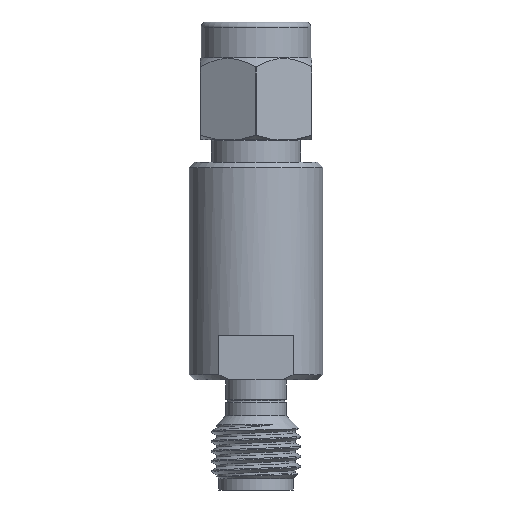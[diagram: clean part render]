
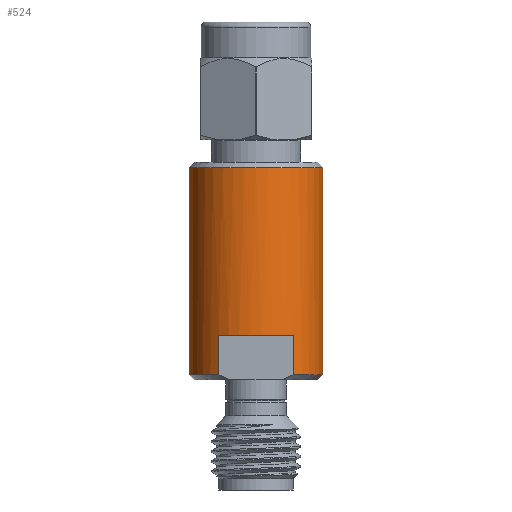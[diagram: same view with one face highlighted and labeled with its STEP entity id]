
A CAD part, front view. The second image highlights one B-rep face of the part: STEP entity #524.
In plain terms, the highlighted cylindrical face has radius 4.763 mm (diameter 9.525 mm), a partial arc.
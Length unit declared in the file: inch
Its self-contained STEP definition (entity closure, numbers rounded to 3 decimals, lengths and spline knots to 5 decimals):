
#47 = ORIENTED_EDGE ( 'NONE', *, *, #1473, .F. ) ;
#197 = VERTEX_POINT ( 'NONE', #6076 ) ;
#501 = EDGE_CURVE ( 'NONE', #7963, #19830, #13930, .T. ) ;
#524 = ADVANCED_FACE ( 'NONE', ( #2450 ), #3992, .T. ) ;
#901 = CARTESIAN_POINT ( 'NONE',  ( 0., 0., 0. ) ) ;
#912 = DIRECTION ( 'NONE',  ( 0., 0., -1. ) ) ;
#1187 = DIRECTION ( 'NONE',  ( 0., 0., -1. ) ) ;
#1473 = EDGE_CURVE ( 'NONE', #7963, #197, #2834, .T. ) ;
#1492 = CARTESIAN_POINT ( 'NONE',  ( 0., 0., 0.1875 ) ) ;
#2005 = EDGE_CURVE ( 'NONE', #7268, #6889, #10003, .T. ) ;
#2450 = FACE_OUTER_BOUND ( 'NONE', #2851, .T. ) ;
#2604 = CIRCLE ( 'NONE', #7217, 0.1875 ) ;
#2794 = DIRECTION ( 'NONE',  ( -1., 0., 0. ) ) ;
#2834 = LINE ( 'NONE', #1492, #9676 ) ;
#2851 = EDGE_LOOP ( 'NONE', ( #47, #7195, #3518, #17128, #6589, #5106, #15568, #11563 ) ) ;
#2992 = LINE ( 'NONE', #15258, #13948 ) ;
#3476 = VERTEX_POINT ( 'NONE', #11194 ) ;
#3518 = ORIENTED_EDGE ( 'NONE', *, *, #18655, .T. ) ;
#3992 = CYLINDRICAL_SURFACE ( 'NONE', #8361, 0.1875 ) ;
#4202 = DIRECTION ( 'NONE',  ( 0., 0., -1. ) ) ;
#4482 = DIRECTION ( 'NONE',  ( 1., 0., 0. ) ) ;
#5106 = ORIENTED_EDGE ( 'NONE', *, *, #8715, .T. ) ;
#5543 = DIRECTION ( 'NONE',  ( 1., 0., 0. ) ) ;
#5552 = AXIS2_PLACEMENT_3D ( 'NONE', #12085, #19977, #15069 ) ;
#5830 = DIRECTION ( 'NONE',  ( 1., 0., 0. ) ) ;
#6076 = CARTESIAN_POINT ( 'NONE',  ( -0.015, 0., 0.1875 ) ) ;
#6589 = ORIENTED_EDGE ( 'NONE', *, *, #19145, .T. ) ;
#6889 = VERTEX_POINT ( 'NONE', #12865 ) ;
#7195 = ORIENTED_EDGE ( 'NONE', *, *, #501, .T. ) ;
#7217 = AXIS2_PLACEMENT_3D ( 'NONE', #14877, #5830, #1187 ) ;
#7268 = VERTEX_POINT ( 'NONE', #19091 ) ;
#7533 = CIRCLE ( 'NONE', #5552, 0.1875 ) ;
#7963 = VERTEX_POINT ( 'NONE', #10917 ) ;
#8361 = AXIS2_PLACEMENT_3D ( 'NONE', #901, #5543, #13453 ) ;
#8715 = EDGE_CURVE ( 'NONE', #3476, #16234, #7533, .T. ) ;
#8740 = CARTESIAN_POINT ( 'NONE',  ( -0.015, 0., 0. ) ) ;
#8840 = DIRECTION ( 'NONE',  ( 1., 0., 0. ) ) ;
#9676 = VECTOR ( 'NONE', #4482, 39.37008 ) ;
#10003 = CIRCLE ( 'NONE', #12634, 0.1875 ) ;
#10156 = CARTESIAN_POINT ( 'NONE',  ( -0.596, 0., 0. ) ) ;
#10917 = CARTESIAN_POINT ( 'NONE',  ( -0.596, 0., 0.1875 ) ) ;
#11194 = CARTESIAN_POINT ( 'NONE',  ( -0.125, -0.156, -0.10402 ) ) ;
#11563 = ORIENTED_EDGE ( 'NONE', *, *, #11653, .F. ) ;
#11623 = CARTESIAN_POINT ( 'NONE',  ( 0., -0.156, 0.10402 ) ) ;
#11653 = EDGE_CURVE ( 'NONE', #197, #17507, #2604, .T. ) ;
#12085 = CARTESIAN_POINT ( 'NONE',  ( -0.125, 0., 0. ) ) ;
#12299 = AXIS2_PLACEMENT_3D ( 'NONE', #10156, #18275, #4202 ) ;
#12634 = AXIS2_PLACEMENT_3D ( 'NONE', #8740, #8840, #912 ) ;
#12678 = EDGE_CURVE ( 'NONE', #16234, #17507, #17978, .T. ) ;
#12805 = CARTESIAN_POINT ( 'NONE',  ( -0.125, -0.156, 0.10402 ) ) ;
#12865 = CARTESIAN_POINT ( 'NONE',  ( -0.015, 0., -0.1875 ) ) ;
#13353 = DIRECTION ( 'NONE',  ( 1., 0., 0. ) ) ;
#13453 = DIRECTION ( 'NONE',  ( 0., 0., -1. ) ) ;
#13930 = CIRCLE ( 'NONE', #12299, 0.1875 ) ;
#13948 = VECTOR ( 'NONE', #2794, 39.37008 ) ;
#14234 = CARTESIAN_POINT ( 'NONE',  ( -0.596, 0., -0.1875 ) ) ;
#14877 = CARTESIAN_POINT ( 'NONE',  ( -0.015, 0., 0. ) ) ;
#15069 = DIRECTION ( 'NONE',  ( 0., 0., -1. ) ) ;
#15258 = CARTESIAN_POINT ( 'NONE',  ( 0., -0.156, -0.10402 ) ) ;
#15568 = ORIENTED_EDGE ( 'NONE', *, *, #12678, .T. ) ;
#15592 = CARTESIAN_POINT ( 'NONE',  ( -0.015, -0.156, 0.10402 ) ) ;
#16125 = CARTESIAN_POINT ( 'NONE',  ( 0., 0., -0.1875 ) ) ;
#16234 = VERTEX_POINT ( 'NONE', #12805 ) ;
#16530 = LINE ( 'NONE', #16125, #18223 ) ;
#17128 = ORIENTED_EDGE ( 'NONE', *, *, #2005, .F. ) ;
#17507 = VERTEX_POINT ( 'NONE', #15592 ) ;
#17978 = LINE ( 'NONE', #11623, #18709 ) ;
#18083 = DIRECTION ( 'NONE',  ( 1., 0., 0. ) ) ;
#18223 = VECTOR ( 'NONE', #13353, 39.37008 ) ;
#18275 = DIRECTION ( 'NONE',  ( 1., 0., 0. ) ) ;
#18655 = EDGE_CURVE ( 'NONE', #19830, #6889, #16530, .T. ) ;
#18709 = VECTOR ( 'NONE', #18083, 39.37008 ) ;
#19091 = CARTESIAN_POINT ( 'NONE',  ( -0.015, -0.156, -0.10402 ) ) ;
#19145 = EDGE_CURVE ( 'NONE', #7268, #3476, #2992, .T. ) ;
#19830 = VERTEX_POINT ( 'NONE', #14234 ) ;
#19977 = DIRECTION ( 'NONE',  ( -1., 0., 0. ) ) ;
